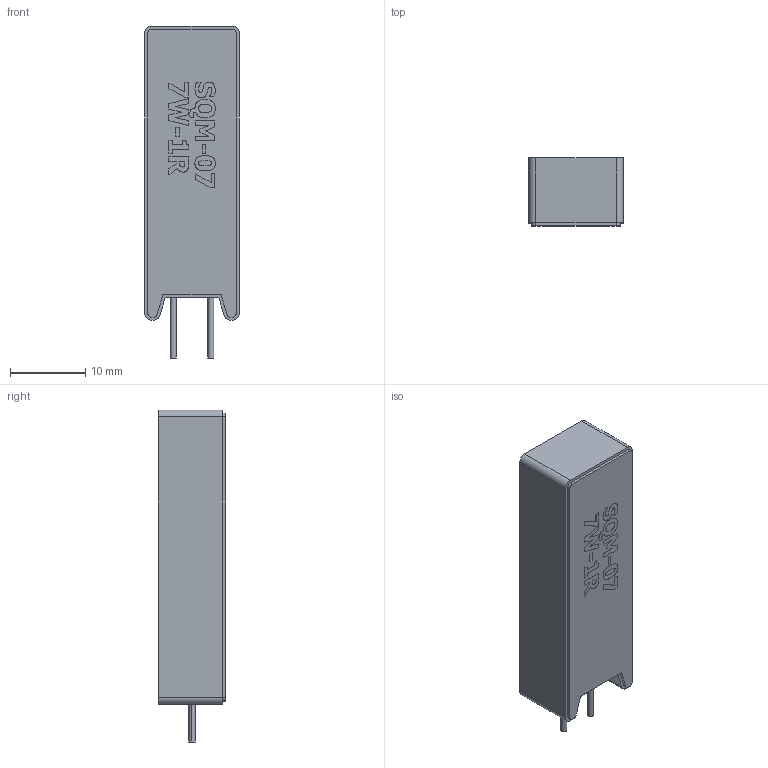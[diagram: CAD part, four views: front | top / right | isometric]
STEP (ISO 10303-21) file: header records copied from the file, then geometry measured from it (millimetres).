
FILE_DESCRIPTION(('FreeCAD Model'),'2;1');
FILE_NAME('R_SQMW7.step','2018-02-26T20:21:46',( 'kicad StepUp'),('ksu MCAD'),'Open CASCADE STEP processor 6.8', 'FreeCAD','Unknown');
FILE_SCHEMA(('AUTOMOTIVE_DESIGN_CC2 { 1 2 10303 214 -1 1 5 4 }'));
Length unit declared in the file: millimetre
Products named in the file (1): R_SQMW7
Bounding box: 12.5 x 9 x 44 mm (x, y, z)
Volume: 4029.9 mm3; surface area: 1960 mm2
Topology: 1 solids, 1 shells, 196 faces, 531 edges, 354 vertices
Faces by surface type: plane 126, bspline 54, cylinder 16
Entity records: 7778 total; most frequent: CARTESIAN_POINT 1784, ORIENTED_EDGE 1062, DIRECTION 741, EDGE_CURVE 531, LINE 391, VECTOR 391, VERTEX_POINT 354, FACE_BOUND 213
